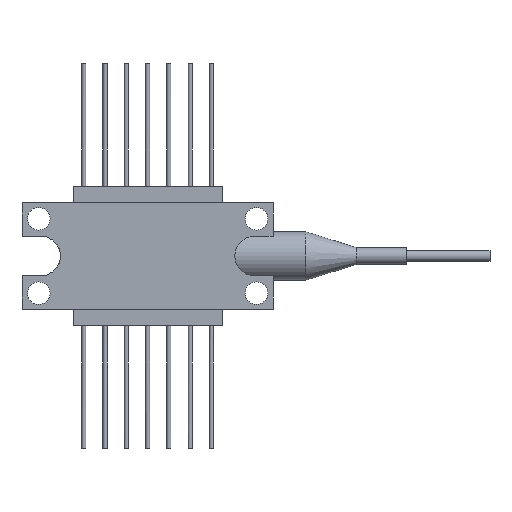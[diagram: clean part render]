
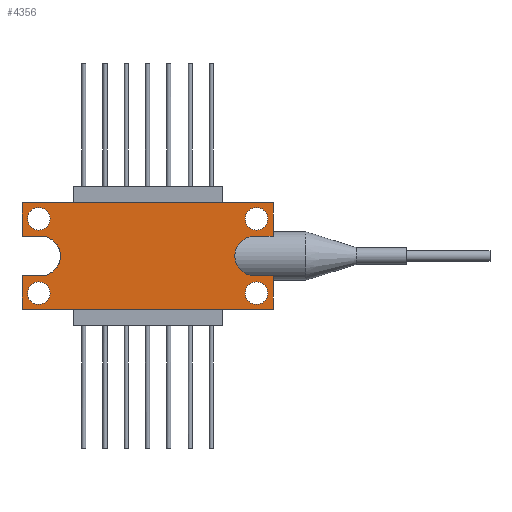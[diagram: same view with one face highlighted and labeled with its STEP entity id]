
A CAD part, front view. The second image highlights one B-rep face of the part: STEP entity #4356.
In plain terms, the highlighted planar face has unit normal (0, -1, 0).
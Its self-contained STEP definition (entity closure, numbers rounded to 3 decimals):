
#3940=CARTESIAN_POINT('',(-13.0,0.0,-6.35));
#3941=VERTEX_POINT('',#3940);
#3953=CARTESIAN_POINT('',(17.0,0.0,-6.35));
#3954=VERTEX_POINT('',#3953);
#3961=CARTESIAN_POINT('',(0.0,0.0,-6.35));
#3962=DIRECTION('',(-1.0,0.0,0.0));
#3963=VECTOR('',#3962,1.0);
#3964=LINE('',#3961,#3963);
#3965=EDGE_CURVE('n� 9',#3954,#3941,#3964,.T.);
#3975=CARTESIAN_POINT('',(-13.0,0.0,-2.35));
#3976=VERTEX_POINT('',#3975);
#3985=CARTESIAN_POINT('',(-13.0,0.0,0.0));
#3986=DIRECTION('',(0.0,0.0,1.0));
#3987=VECTOR('',#3986,1.0);
#3988=LINE('',#3985,#3987);
#3989=EDGE_CURVE('n� 14',#3941,#3976,#3988,.T.);
#4000=CARTESIAN_POINT('',(-10.5,0.0,-2.35));
#4001=VERTEX_POINT('',#4000);
#4002=CARTESIAN_POINT('',(0.0,0.0,-2.35));
#4003=DIRECTION('',(1.0,0.0,0.0));
#4004=VECTOR('',#4003,1.0);
#4005=LINE('',#4002,#4004);
#4006=EDGE_CURVE('n� 18',#3976,#4001,#4005,.T.);
#4025=CARTESIAN_POINT('',(-10.5,0.0,2.35));
#4026=VERTEX_POINT('',#4025);
#4027=CARTESIAN_POINT('',(-10.765,0.0,0.0));
#4028=DIRECTION('',(-0.0,-1.0,-0.0));
#4029=DIRECTION('',(0.0,-0.0,1.0));
#4030=AXIS2_PLACEMENT_3D('',#4027,#4028,#4029);
#4031=CIRCLE('',#4030,2.365);
#4032=EDGE_CURVE('n� 22',#4001,#4026,#4031,.T.);
#4050=CARTESIAN_POINT('',(-13.0,0.0,2.35));
#4051=VERTEX_POINT('',#4050);
#4052=CARTESIAN_POINT('',(0.0,0.0,2.35));
#4053=DIRECTION('',(-1.0,0.0,0.0));
#4054=VECTOR('',#4053,1.0);
#4055=LINE('',#4052,#4054);
#4056=EDGE_CURVE('n� 26',#4026,#4051,#4055,.T.);
#4074=CARTESIAN_POINT('',(-13.0,0.0,6.35));
#4075=VERTEX_POINT('',#4074);
#4076=CARTESIAN_POINT('',(-13.0,0.0,0.0));
#4077=DIRECTION('',(0.0,0.0,1.0));
#4078=VECTOR('',#4077,1.0);
#4079=LINE('',#4076,#4078);
#4080=EDGE_CURVE('n� 30',#4051,#4075,#4079,.T.);
#4103=CARTESIAN_POINT('',(17.0,0.0,6.35));
#4104=VERTEX_POINT('',#4103);
#4117=CARTESIAN_POINT('',(0.0,0.0,6.35));
#4118=DIRECTION('',(1.0,0.0,0.0));
#4119=VECTOR('',#4118,1.0);
#4120=LINE('',#4117,#4119);
#4121=EDGE_CURVE('n� 34',#4075,#4104,#4120,.T.);
#4131=CARTESIAN_POINT('',(17.0,0.0,2.35));
#4132=VERTEX_POINT('',#4131);
#4141=CARTESIAN_POINT('',(17.0,0.0,0.0));
#4142=DIRECTION('',(0.0,0.0,-1.0));
#4143=VECTOR('',#4142,1.0);
#4144=LINE('',#4141,#4143);
#4145=EDGE_CURVE('n� 38',#4104,#4132,#4144,.T.);
#4156=CARTESIAN_POINT('',(14.5,0.0,2.35));
#4157=VERTEX_POINT('',#4156);
#4158=CARTESIAN_POINT('',(0.0,0.0,2.35));
#4159=DIRECTION('',(-1.0,0.0,0.0));
#4160=VECTOR('',#4159,1.0);
#4161=LINE('',#4158,#4160);
#4162=EDGE_CURVE('n� 42',#4132,#4157,#4161,.T.);
#4180=CARTESIAN_POINT('',(14.5,0.0,-2.35));
#4181=VERTEX_POINT('',#4180);
#4182=CARTESIAN_POINT('',(14.781,0.0,-0.0));
#4183=DIRECTION('',(-0.0,-1.0,-0.0));
#4184=DIRECTION('',(0.0,-0.0,1.0));
#4185=AXIS2_PLACEMENT_3D('',#4182,#4183,#4184);
#4186=CIRCLE('',#4185,2.367);
#4187=EDGE_CURVE('n� 46',#4157,#4181,#4186,.T.);
#4205=CARTESIAN_POINT('',(17.0,0.0,-2.35));
#4206=VERTEX_POINT('',#4205);
#4207=CARTESIAN_POINT('',(0.0,0.0,-2.35));
#4208=DIRECTION('',(1.0,0.0,0.0));
#4209=VECTOR('',#4208,1.0);
#4210=LINE('',#4207,#4209);
#4211=EDGE_CURVE('n� 50',#4181,#4206,#4210,.T.);
#4229=CARTESIAN_POINT('',(17.0,0.0,0.0));
#4230=DIRECTION('',(0.0,0.0,-1.0));
#4231=VECTOR('',#4230,1.0);
#4232=LINE('',#4229,#4231);
#4233=EDGE_CURVE('n� 53',#4206,#3954,#4232,.T.);
#4245=CARTESIAN_POINT('',(15.0,0.0,5.8));
#4246=VERTEX_POINT('',#4245);
#4247=CARTESIAN_POINT('',(15.0,0.0,4.45));
#4248=DIRECTION('',(-0.0,-1.0,-0.0));
#4249=DIRECTION('',(0.0,-0.0,1.0));
#4250=AXIS2_PLACEMENT_3D('',#4247,#4248,#4249);
#4251=CIRCLE('',#4250,1.35);
#4252=EDGE_CURVE('n� 73',#4246,#4246,#4251,.T.);
#4265=CARTESIAN_POINT('',(15.0,0.0,-3.1));
#4266=VERTEX_POINT('',#4265);
#4267=CARTESIAN_POINT('',(15.0,0.0,-4.45));
#4268=DIRECTION('',(-0.0,-1.0,-0.0));
#4269=DIRECTION('',(0.0,-0.0,1.0));
#4270=AXIS2_PLACEMENT_3D('',#4267,#4268,#4269);
#4271=CIRCLE('',#4270,1.35);
#4272=EDGE_CURVE('n� 85',#4266,#4266,#4271,.T.);
#4285=CARTESIAN_POINT('',(-11.0,0.0,5.8));
#4286=VERTEX_POINT('',#4285);
#4287=CARTESIAN_POINT('',(-11.0,0.0,4.45));
#4288=DIRECTION('',(-0.0,-1.0,-0.0));
#4289=DIRECTION('',(0.0,-0.0,1.0));
#4290=AXIS2_PLACEMENT_3D('',#4287,#4288,#4289);
#4291=CIRCLE('',#4290,1.35);
#4292=EDGE_CURVE('n� 97',#4286,#4286,#4291,.T.);
#4305=CARTESIAN_POINT('',(-11.0,0.0,-3.1));
#4306=VERTEX_POINT('',#4305);
#4307=CARTESIAN_POINT('',(-11.0,0.0,-4.45));
#4308=DIRECTION('',(-0.0,-1.0,-0.0));
#4309=DIRECTION('',(0.0,-0.0,1.0));
#4310=AXIS2_PLACEMENT_3D('',#4307,#4308,#4309);
#4311=CIRCLE('',#4310,1.35);
#4312=EDGE_CURVE('n� 109',#4306,#4306,#4311,.T.);
#4325=ORIENTED_EDGE('',*,*,#4312,.F.);
#4326=EDGE_LOOP('',(#4325));
#4327=FACE_OUTER_BOUND('',#4326,.T.);
#4328=ORIENTED_EDGE('',*,*,#4292,.F.);
#4329=EDGE_LOOP('',(#4328));
#4330=FACE_BOUND('',#4329,.T.);
#4331=ORIENTED_EDGE('',*,*,#4272,.F.);
#4332=EDGE_LOOP('',(#4331));
#4333=FACE_BOUND('',#4332,.T.);
#4334=ORIENTED_EDGE('',*,*,#4252,.F.);
#4335=EDGE_LOOP('',(#4334));
#4336=FACE_BOUND('',#4335,.T.);
#4337=ORIENTED_EDGE('',*,*,#4211,.F.);
#4338=ORIENTED_EDGE('',*,*,#4187,.F.);
#4339=ORIENTED_EDGE('',*,*,#4162,.F.);
#4340=ORIENTED_EDGE('',*,*,#4145,.F.);
#4341=ORIENTED_EDGE('',*,*,#4121,.F.);
#4342=ORIENTED_EDGE('',*,*,#4080,.F.);
#4343=ORIENTED_EDGE('',*,*,#4056,.F.);
#4344=ORIENTED_EDGE('',*,*,#4032,.F.);
#4345=ORIENTED_EDGE('',*,*,#4006,.F.);
#4346=ORIENTED_EDGE('',*,*,#3989,.F.);
#4347=ORIENTED_EDGE('',*,*,#3965,.F.);
#4348=ORIENTED_EDGE('',*,*,#4233,.F.);
#4349=EDGE_LOOP('',(
    #4337,#4338,#4339,#4340,#4341,#4342,#4343,#4344,#4345,#4346,
    #4347,#4348));
#4350=FACE_BOUND('',#4349,.T.);
#4351=CARTESIAN_POINT('',(0.0,0.0,0.0));
#4352=DIRECTION('',(0.0,1.0,0.0));
#4353=DIRECTION('',(0.0,-0.0,1.0));
#4354=AXIS2_PLACEMENT_3D('',#4351,#4352,#4353);
#4355=PLANE('',#4354);
#4356=ADVANCED_FACE('n� 2',(#4327,#4330,#4333,#4336,#4350),#4355,.F.);
